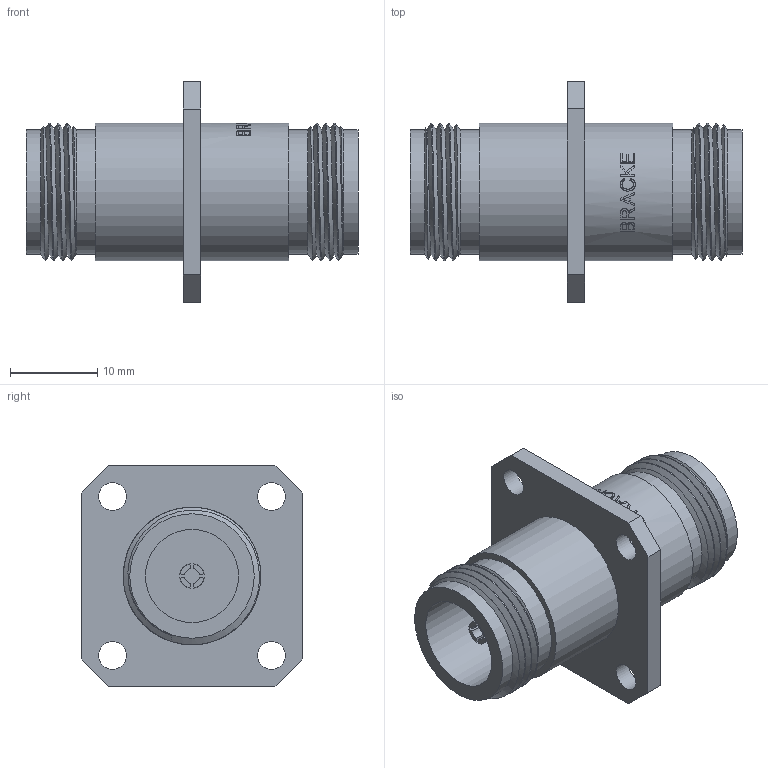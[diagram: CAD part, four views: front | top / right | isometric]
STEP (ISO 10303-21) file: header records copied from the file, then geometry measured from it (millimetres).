
FILE_DESCRIPTION(/* description */ (''),/* implementation_level */ '2;1');
FILE_NAME(/* name */ 'BM50007.step',/* time_stamp */ '2023-11-08T14:52:40-08:00',/* author */ (''),/* organization */ (''),/* preprocessor_version */ 'ST-DEVELOPER v20',/* originating_system */ 'Autodesk Translation Framework v12.14.0.127',/* authorisation */ '');
FILE_SCHEMA (('AUTOMOTIVE_DESIGN { 1 0 10303 214 3 1 1 }'));
Length unit declared in the file: inch
Products named in the file (1): (Unsaved)
Bounding box: 38.1 x 25.4 x 25.4 mm (x, y, z)
Volume: 6571.6 mm3; surface area: 5574.9 mm2
Topology: 7 solids, 7 shells, 341 faces, 943 edges, 624 vertices
Faces by surface type: plane 291, cylinder 32, cone 14, bspline 4
Full cylindrical faces by diameter (mm): 1.73 x2, 3.175 x4, 10.685 x2, 14.28 x4, 15.783 x4, 15.799 x2
Entity records: 13782 total; most frequent: CARTESIAN_POINT 4580, DIRECTION 2107, ORIENTED_EDGE 1886, EDGE_CURVE 943, AXIS2_PLACEMENT_3D 868, VERTEX_POINT 624, ELLIPSE 388, LINE 371
